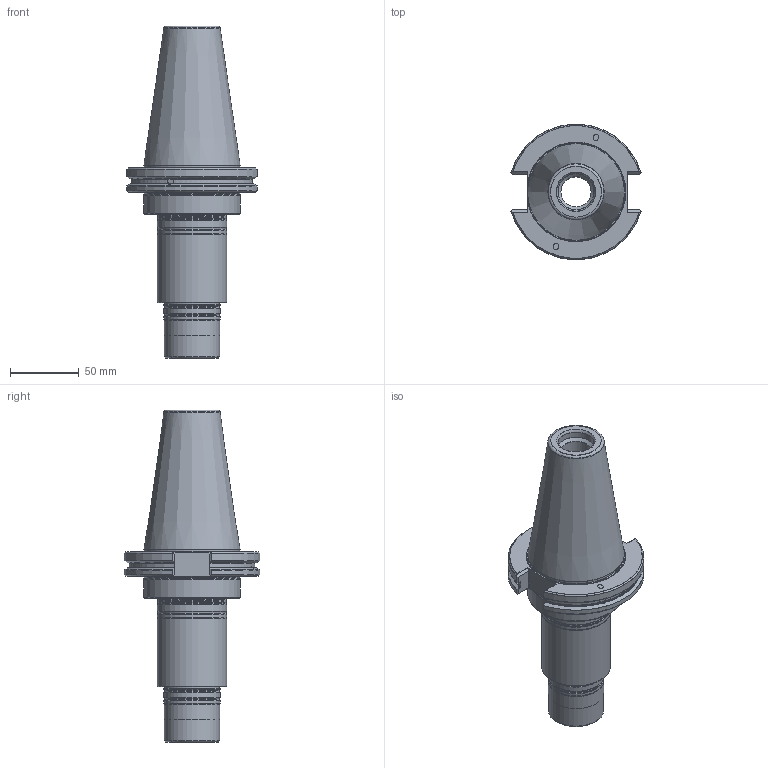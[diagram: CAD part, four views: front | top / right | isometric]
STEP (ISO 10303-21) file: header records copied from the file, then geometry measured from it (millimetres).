
FILE_DESCRIPTION(/* description */ (''),/* implementation_level */ '2;1');
FILE_NAME(/* name */ '435013276.stp',/* time_stamp */ '2021-01-08T12:39:28',/* author */ ('LRA'),/* organization */ ('REGO-FIX'),/* preprocessor_version */ ' Unknown',/* originating_system */ 'SIEMENS PLM Software Solid Edge ST10',/* authorization */ 'Unknown');
FILE_SCHEMA (('AUTOMOTIVE_DESIGN { 1 0 10303 214 2 1 1}'));
Length unit declared in the file: millimetre
Products named in the file (1): NOCUT
Bounding box: 94.65 x 98.36 x 241.4 mm (x, y, z)
Volume: 1016131 mm3; surface area: 144683.3 mm2
Topology: 2 solids, 2 shells, 277 faces, 710 edges, 441 vertices
Faces by surface type: plane 104, cone 74, cylinder 65, torus 34
Full cylindrical faces by diameter (mm): 3.242 x6, 3.9 x2, 4.5 x2, 12 x2, 21.963 x6, 23.5 x2, 26.1 x1, 26.4 x1, 40 x2, 40.3 x1, 40.5 x3, 40.8 x3, 50 x1, 50.3 x1, 50.5 x3, 50.8 x3, 69.25 x2, 69.85 x1, 70.15 x1
Entity records: 9721 total; most frequent: CARTESIAN_POINT 1839, DIRECTION 1186, ORIENTED_EDGE 1110, EDGE_CURVE 555, AXIS2_PLACEMENT_3D 490, FACE_BOUND 420, EDGE_LOOP 416, VERTEX_POINT 413
